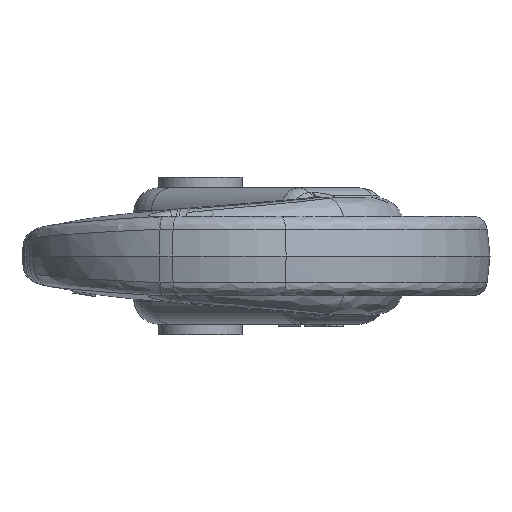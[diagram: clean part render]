
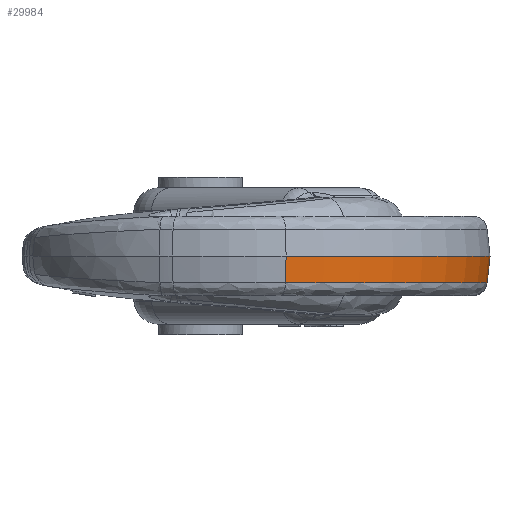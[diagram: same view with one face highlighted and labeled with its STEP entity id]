
A CAD part, front view. The second image highlights one B-rep face of the part: STEP entity #29984.
In plain terms, the highlighted conical face has half-angle 6 degrees and reference radius 118.818 mm.
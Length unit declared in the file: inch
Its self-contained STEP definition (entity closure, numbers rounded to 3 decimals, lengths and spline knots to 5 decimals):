
#5024=CARTESIAN_POINT('',(1.59663,-4.59411,
-0.50124));
#5025=CARTESIAN_POINT('',(1.59819,-4.59977,
-0.44557));
#5026=CARTESIAN_POINT('',(1.60131,-4.61102,
-0.3342));
#5027=CARTESIAN_POINT('',(1.60601,-4.62803,
-0.16713));
#5028=CARTESIAN_POINT('',(1.60916,-4.63935,
-0.05571));
#5029=CARTESIAN_POINT('',(1.61073,-4.64501,0.));
#7639=CARTESIAN_POINT('',(5.38695,0.14295,
-0.50124));
#7640=CARTESIAN_POINT('',(5.39278,0.14364,
-0.44556));
#7641=CARTESIAN_POINT('',(5.40438,0.14504,
-0.33417));
#7642=CARTESIAN_POINT('',(5.4219,0.14715,
-0.16711));
#7643=CARTESIAN_POINT('',(5.43356,0.14856,
-0.0557));
#7644=CARTESIAN_POINT('',(5.43939,0.14927,0.));
#7646=CARTESIAN_POINT('',(0.73833,-0.02241,
-0.50124));
#7647=DIRECTION('',(0.,0.,1.));
#7648=DIRECTION('',(0.613,-0.79,0.));
#7649=AXIS2_PLACEMENT_3D('',#7646,#7647,#7648);
#7651=CARTESIAN_POINT('',(0.73833,-0.02241,
-0.50124));
#7652=DIRECTION('',(0.,0.,1.));
#7653=DIRECTION('',(0.185,-0.983,0.));
#7654=AXIS2_PLACEMENT_3D('',#7651,#7652,#7653);
#7661=CARTESIAN_POINT('',(1.61073,-4.64501,0.));
#7663=CARTESIAN_POINT('',(0.73833,-0.02241,0.));
#7664=DIRECTION('',(0.,0.,1.));
#7665=DIRECTION('',(0.614,-0.789,0.));
#7666=AXIS2_PLACEMENT_3D('',#7663,#7664,#7665);
#7668=CARTESIAN_POINT('',(0.73833,-0.02241,0.));
#7669=DIRECTION('',(0.,0.,1.));
#7670=DIRECTION('',(0.185,-0.983,0.));
#7671=AXIS2_PLACEMENT_3D('',#7668,#7669,#7670);
#15242=VERTEX_POINT('',#7661);
#15243=CARTESIAN_POINT('',(3.62753,-3.73483,0.));
#15244=CARTESIAN_POINT('',(5.43939,0.14927,0.));
#15245=VERTEX_POINT('',#15243);
#15246=VERTEX_POINT('',#15244);
#15339=VERTEX_POINT('',#5024);
#15340=CARTESIAN_POINT('',(3.59169,-3.69596,
-0.50124));
#15341=CARTESIAN_POINT('',(5.38691,0.14294,
-0.50124));
#15342=VERTEX_POINT('',#15340);
#15343=VERTEX_POINT('',#15341);
#29968=CARTESIAN_POINT('',(0.73833,-0.02241,
-0.25062));
#29969=DIRECTION('',(0.,0.,1.));
#29970=DIRECTION('',(0.614,-0.789,0.));
#29971=AXIS2_PLACEMENT_3D('',#29968,#29969,#29970);
#29972=CONICAL_SURFACE('',#29971,4.67786,6.);
#29973=ORIENTED_EDGE('',*,*,#26390,.T.);
#29975=ORIENTED_EDGE('',*,*,#29974,.T.);
#29977=ORIENTED_EDGE('',*,*,#29976,.T.);
#29979=ORIENTED_EDGE('',*,*,#29978,.F.);
#29980=ORIENTED_EDGE('',*,*,#29958,.F.);
#29981=ORIENTED_EDGE('',*,*,#29956,.F.);
#29982=EDGE_LOOP('',(#29973,#29975,#29977,#29979,#29980,#29981));
#29983=FACE_OUTER_BOUND('',#29982,.F.);
#29984=ADVANCED_FACE('',(#29983),#29972,.T.);
#5030=B_SPLINE_CURVE_WITH_KNOTS('',3,(#5024,#5025,#5026,#5027,#5028,#5029),
.UNSPECIFIED.,.F.,.F.,(4,1,1,4),(0.,0.33333,0.66667,1.),
.UNSPECIFIED.);
#7645=B_SPLINE_CURVE_WITH_KNOTS('',3,(#7639,#7640,#7641,#7642,#7643,#7644),
.UNSPECIFIED.,.F.,.F.,(4,1,1,4),(0.,0.33333,0.66667,1.),
.UNSPECIFIED.);
#7650=CIRCLE('',#7649,4.65152);
#7655=CIRCLE('',#7654,4.65152);
#7667=CIRCLE('',#7666,4.7042);
#7672=CIRCLE('',#7671,4.7042);
#26390=EDGE_CURVE('',#15339,#15242,#5030,.T.);
#29956=EDGE_CURVE('',#15339,#15342,#7655,.T.);
#29958=EDGE_CURVE('',#15342,#15343,#7650,.T.);
#29974=EDGE_CURVE('',#15242,#15245,#7672,.T.);
#29976=EDGE_CURVE('',#15245,#15246,#7667,.T.);
#29978=EDGE_CURVE('',#15343,#15246,#7645,.T.);
